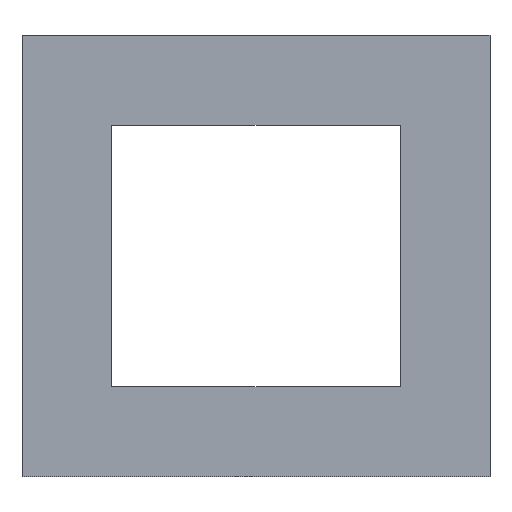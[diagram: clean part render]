
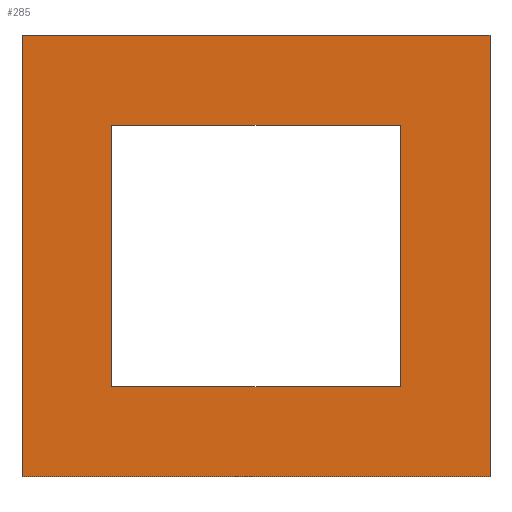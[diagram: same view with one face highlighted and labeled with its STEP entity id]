
A CAD part, front view. The second image highlights one B-rep face of the part: STEP entity #285.
In plain terms, the highlighted planar face has unit normal (0, -1, 0).
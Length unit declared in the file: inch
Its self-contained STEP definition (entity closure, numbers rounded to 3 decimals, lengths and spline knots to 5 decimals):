
#16=FACE_BOUND('',#62,.T.);
#30=PLANE('',#324);
#45=FACE_OUTER_BOUND('',#61,.T.);
#61=EDGE_LOOP('',(#262,#263,#264,#265));
#62=EDGE_LOOP('',(#266,#267,#268,#269));
#78=LINE('',#436,#113);
#82=LINE('',#442,#117);
#84=LINE('',#446,#119);
#86=LINE('',#449,#121);
#87=LINE('',#453,#122);
#91=LINE('',#460,#126);
#93=LINE('',#464,#128);
#96=LINE('',#469,#131);
#113=VECTOR('',#358,0.3937);
#117=VECTOR('',#364,0.3937);
#119=VECTOR('',#368,0.3937);
#121=VECTOR('',#372,0.3937);
#122=VECTOR('',#375,0.3937);
#126=VECTOR('',#381,0.3937);
#128=VECTOR('',#385,0.3937);
#131=VECTOR('',#390,0.3937);
#149=VERTEX_POINT('',#434);
#150=VERTEX_POINT('',#435);
#151=VERTEX_POINT('',#441);
#152=VERTEX_POINT('',#445);
#153=VERTEX_POINT('',#451);
#154=VERTEX_POINT('',#452);
#156=VERTEX_POINT('',#459);
#157=VERTEX_POINT('',#463);
#176=EDGE_CURVE('',#149,#150,#78,.T.);
#180=EDGE_CURVE('',#151,#149,#82,.T.);
#182=EDGE_CURVE('',#152,#151,#84,.T.);
#184=EDGE_CURVE('',#150,#152,#86,.T.);
#185=EDGE_CURVE('',#153,#154,#87,.T.);
#189=EDGE_CURVE('',#156,#153,#91,.T.);
#191=EDGE_CURVE('',#157,#156,#93,.T.);
#194=EDGE_CURVE('',#154,#157,#96,.T.);
#262=ORIENTED_EDGE('',*,*,#194,.F.);
#263=ORIENTED_EDGE('',*,*,#185,.F.);
#264=ORIENTED_EDGE('',*,*,#189,.F.);
#265=ORIENTED_EDGE('',*,*,#191,.F.);
#266=ORIENTED_EDGE('',*,*,#184,.F.);
#267=ORIENTED_EDGE('',*,*,#176,.F.);
#268=ORIENTED_EDGE('',*,*,#180,.F.);
#269=ORIENTED_EDGE('',*,*,#182,.F.);
#285=ADVANCED_FACE('',(#45,#16),#30,.F.);
#324=AXIS2_PLACEMENT_3D('',#472,#394,#395);
#358=DIRECTION('',(-1.,0.,0.));
#364=DIRECTION('',(0.,0.,1.));
#368=DIRECTION('',(1.,0.,0.));
#372=DIRECTION('',(0.,0.,-1.));
#375=DIRECTION('',(0.,0.,1.));
#381=DIRECTION('',(-1.,0.,0.));
#385=DIRECTION('',(0.,0.,-1.));
#390=DIRECTION('',(1.,0.,0.));
#394=DIRECTION('center_axis',(0.,1.,0.));
#395=DIRECTION('ref_axis',(0.,0.,1.));
#434=CARTESIAN_POINT('',(0.3225,0.,0.2925));
#435=CARTESIAN_POINT('',(-0.3225,0.,0.2925));
#436=CARTESIAN_POINT('',(0.3225,0.,0.2925));
#441=CARTESIAN_POINT('',(0.3225,0.,-0.2925));
#442=CARTESIAN_POINT('',(0.3225,0.,-0.2925));
#445=CARTESIAN_POINT('',(-0.3225,0.,-0.2925));
#446=CARTESIAN_POINT('',(-0.3225,0.,-0.2925));
#449=CARTESIAN_POINT('',(-0.3225,0.,0.2925));
#451=CARTESIAN_POINT('',(-0.5225,0.,-0.4925));
#452=CARTESIAN_POINT('',(-0.5225,0.,0.4925));
#453=CARTESIAN_POINT('',(-0.5225,0.,-0.4925));
#459=CARTESIAN_POINT('',(0.5225,0.,-0.4925));
#460=CARTESIAN_POINT('',(0.5225,0.,-0.4925));
#463=CARTESIAN_POINT('',(0.5225,0.,0.4925));
#464=CARTESIAN_POINT('',(0.5225,0.,0.4925));
#469=CARTESIAN_POINT('',(-0.5225,0.,0.4925));
#472=CARTESIAN_POINT('Origin',(0.,0.,0.));
